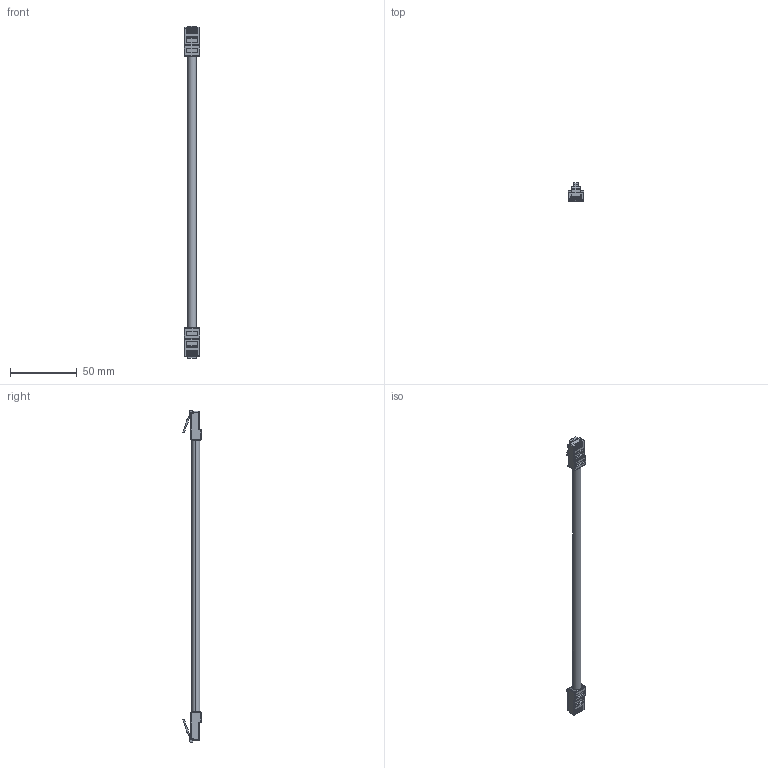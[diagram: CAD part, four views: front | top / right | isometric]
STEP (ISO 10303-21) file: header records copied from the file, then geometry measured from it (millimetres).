
FILE_DESCRIPTION (( 'STEP AP214' ), '1' );
FILE_NAME ('TMD27010010017-040F_3D.step', '2023-07-10T19:54:48', ( '' ), ( '' ), 'SwSTEP 2.0', 'SolidWorks 2022', '' );
FILE_SCHEMA (( 'AUTOMOTIVE_DESIGN' ));
Length unit declared in the file: inch
Products named in the file (3): 1AD01-006; TMD27010010017-040F_3D; 1AL02-005_8" long
Assembly tree (3 placements, depth 2):
  TMD27010010017-040F_3D
    1AL02-005_8" long
    1AD01-006  x2
Bounding box: 11.68 x 13.74 x 248.16 mm (x, y, z)
Volume: 8386.3 mm3; surface area: 7734.1 mm2
Topology: 3 solids, 3 shells, 468 faces, 1232 edges, 774 vertices
Faces by surface type: plane 260, cylinder 144, bspline 40, sphere 20, torus 4
Entity records: 8764 total; most frequent: CARTESIAN_POINT 2394, ORIENTED_EDGE 1212, DIRECTION 1164, EDGE_CURVE 606, VECTOR 406, LINE 406, VERTEX_POINT 389, AXIS2_PLACEMENT_3D 379
